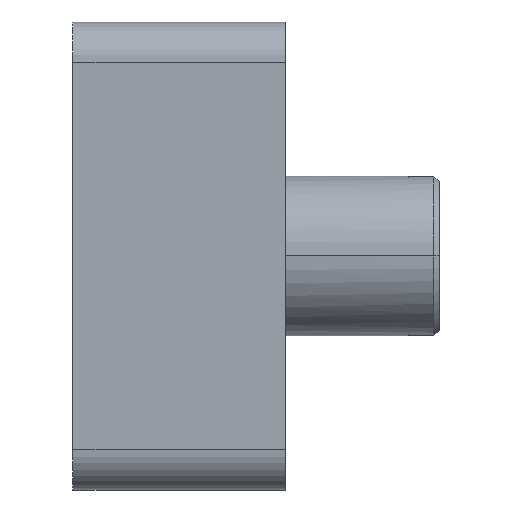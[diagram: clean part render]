
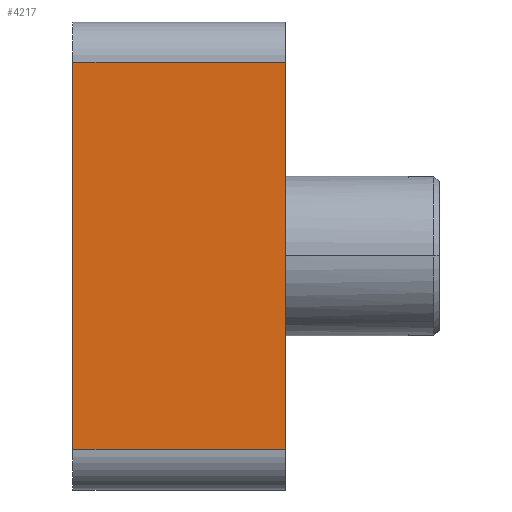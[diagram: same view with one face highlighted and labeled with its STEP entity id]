
A CAD part, left-side view. The second image highlights one B-rep face of the part: STEP entity #4217.
In plain terms, the highlighted planar face has unit normal (-1, 0, 0).
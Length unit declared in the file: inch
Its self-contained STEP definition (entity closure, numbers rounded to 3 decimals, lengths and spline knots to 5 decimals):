
#4129 = EDGE_CURVE ( 'NONE', #4394, #4133, #7238, .T. ) ;
#4133 = VERTEX_POINT ( 'NONE', #7229 ) ;
#4200 = ORIENTED_EDGE ( 'NONE', *, *, #4129, .T. ) ;
#4203 = ORIENTED_EDGE ( 'NONE', *, *, #4396, .F. ) ;
#4209 = EDGE_LOOP ( 'NONE', ( #4266, #4367, #4203, #4200 ) ) ;
#4217 = ADVANCED_FACE ( 'NONE', ( #7455 ), #7454, .F. ) ;
#4266 = ORIENTED_EDGE ( 'NONE', *, *, #4366, .T. ) ;
#4271 = VERTEX_POINT ( 'NONE', #7509 ) ;
#4366 = EDGE_CURVE ( 'NONE', #4133, #4271, #7799, .T. ) ;
#4367 = ORIENTED_EDGE ( 'NONE', *, *, #4368, .F. ) ;
#4368 = EDGE_CURVE ( 'NONE', #4397, #4271, #7795, .T. ) ;
#4394 = VERTEX_POINT ( 'NONE', #7808 ) ;
#4396 = EDGE_CURVE ( 'NONE', #4394, #4397, #7807, .T. ) ;
#4397 = VERTEX_POINT ( 'NONE', #7803 ) ;
#7229 = CARTESIAN_POINT ( 'NONE',  ( -1.215, -0.2075, -0.378 ) ) ;
#7235 = DIRECTION ( 'NONE',  ( 0., -1., 0. ) ) ;
#7236 = VECTOR ( 'NONE', #7235, 39.37008 ) ;
#7237 = CARTESIAN_POINT ( 'NONE',  ( -1.215, 0.2075, -0.378 ) ) ;
#7238 = LINE ( 'NONE', #7237, #7236 ) ;
#7453 = AXIS2_PLACEMENT_3D ( 'NONE', #7586, #7585, #7584 ) ;
#7454 = PLANE ( 'NONE',  #7453 ) ;
#7455 = FACE_OUTER_BOUND ( 'NONE', #4209, .T. ) ;
#7509 = CARTESIAN_POINT ( 'NONE',  ( -1.215, -0.2075, 0.378 ) ) ;
#7584 = DIRECTION ( 'NONE',  ( 0., 0., -1. ) ) ;
#7585 = DIRECTION ( 'NONE',  ( 1., 0., 0. ) ) ;
#7586 = CARTESIAN_POINT ( 'NONE',  ( -1.215, 0.2075, -0.378 ) ) ;
#7792 = DIRECTION ( 'NONE',  ( 0., -1., 0. ) ) ;
#7793 = VECTOR ( 'NONE', #7792, 39.37008 ) ;
#7794 = CARTESIAN_POINT ( 'NONE',  ( -1.215, 0.2075, 0.378 ) ) ;
#7795 = LINE ( 'NONE', #7794, #7793 ) ;
#7796 = DIRECTION ( 'NONE',  ( 0., 0., 1. ) ) ;
#7797 = VECTOR ( 'NONE', #7796, 39.37008 ) ;
#7798 = CARTESIAN_POINT ( 'NONE',  ( -1.215, -0.2075, -0.378 ) ) ;
#7799 = LINE ( 'NONE', #7798, #7797 ) ;
#7803 = CARTESIAN_POINT ( 'NONE',  ( -1.215, 0.2075, 0.378 ) ) ;
#7804 = DIRECTION ( 'NONE',  ( 0., 0., 1. ) ) ;
#7805 = VECTOR ( 'NONE', #7804, 39.37008 ) ;
#7806 = CARTESIAN_POINT ( 'NONE',  ( -1.215, 0.2075, -0.378 ) ) ;
#7807 = LINE ( 'NONE', #7806, #7805 ) ;
#7808 = CARTESIAN_POINT ( 'NONE',  ( -1.215, 0.2075, -0.378 ) ) ;
